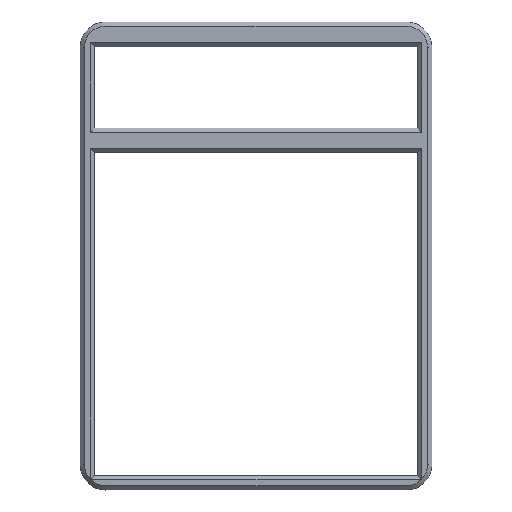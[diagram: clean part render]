
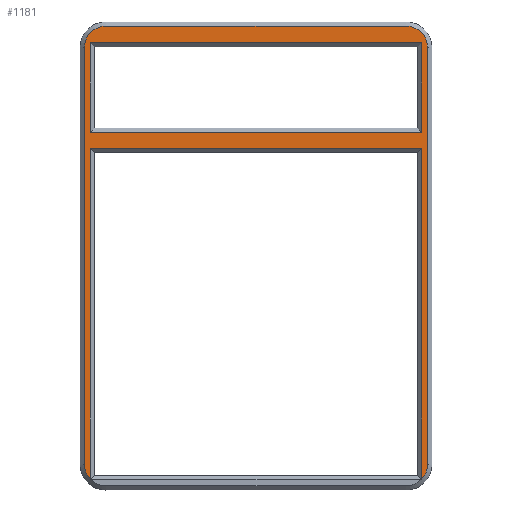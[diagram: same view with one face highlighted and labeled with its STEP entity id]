
A CAD part, top view. The second image highlights one B-rep face of the part: STEP entity #1181.
In plain terms, the highlighted planar face has unit normal (0, 0, 1).
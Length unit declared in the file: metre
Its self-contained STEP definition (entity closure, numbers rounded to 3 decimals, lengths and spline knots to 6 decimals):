
#48=CIRCLE('',#1277,0.005);
#49=CIRCLE('',#1278,0.005);
#50=CIRCLE('',#1279,0.005);
#51=CIRCLE('',#1280,0.005);
#165=ORIENTED_EDGE('',*,*,#502,.T.);
#166=ORIENTED_EDGE('',*,*,#503,.T.);
#167=ORIENTED_EDGE('',*,*,#504,.T.);
#168=ORIENTED_EDGE('',*,*,#505,.T.);
#169=ORIENTED_EDGE('',*,*,#506,.T.);
#170=ORIENTED_EDGE('',*,*,#507,.T.);
#171=ORIENTED_EDGE('',*,*,#508,.T.);
#172=ORIENTED_EDGE('',*,*,#509,.T.);
#173=ORIENTED_EDGE('',*,*,#510,.T.);
#174=ORIENTED_EDGE('',*,*,#511,.T.);
#175=ORIENTED_EDGE('',*,*,#512,.T.);
#176=ORIENTED_EDGE('',*,*,#513,.T.);
#177=ORIENTED_EDGE('',*,*,#514,.T.);
#178=ORIENTED_EDGE('',*,*,#515,.T.);
#502=EDGE_CURVE('',#663,#664,#773,.T.);
#503=EDGE_CURVE('',#664,#665,#774,.T.);
#504=EDGE_CURVE('',#665,#666,#775,.T.);
#505=EDGE_CURVE('',#666,#663,#776,.T.);
#506=EDGE_CURVE('',#667,#668,#48,.T.);
#507=EDGE_CURVE('',#668,#669,#777,.T.);
#508=EDGE_CURVE('',#669,#670,#49,.T.);
#509=EDGE_CURVE('',#670,#671,#778,.T.);
#510=EDGE_CURVE('',#671,#672,#779,.T.);
#511=EDGE_CURVE('',#672,#673,#780,.T.);
#512=EDGE_CURVE('',#673,#674,#50,.T.);
#513=EDGE_CURVE('',#674,#675,#781,.T.);
#514=EDGE_CURVE('',#675,#676,#51,.T.);
#515=EDGE_CURVE('',#676,#667,#782,.T.);
#663=VERTEX_POINT('',#1854);
#664=VERTEX_POINT('',#1855);
#665=VERTEX_POINT('',#1857);
#666=VERTEX_POINT('',#1859);
#667=VERTEX_POINT('',#1862);
#668=VERTEX_POINT('',#1863);
#669=VERTEX_POINT('',#1865);
#670=VERTEX_POINT('',#1867);
#671=VERTEX_POINT('',#1869);
#672=VERTEX_POINT('',#1871);
#673=VERTEX_POINT('',#1873);
#674=VERTEX_POINT('',#1875);
#675=VERTEX_POINT('',#1877);
#676=VERTEX_POINT('',#1879);
#773=LINE('',#1853,#913);
#774=LINE('',#1856,#914);
#775=LINE('',#1858,#915);
#776=LINE('',#1860,#916);
#777=LINE('',#1864,#917);
#778=LINE('',#1868,#918);
#779=LINE('',#1870,#919);
#780=LINE('',#1872,#920);
#781=LINE('',#1876,#921);
#782=LINE('',#1880,#922);
#913=VECTOR('',#1476,1.);
#914=VECTOR('',#1477,1.);
#915=VECTOR('',#1478,1.);
#916=VECTOR('',#1479,1.);
#917=VECTOR('',#1482,1.);
#918=VECTOR('',#1485,1.);
#919=VECTOR('',#1486,1.);
#920=VECTOR('',#1487,1.);
#921=VECTOR('',#1490,1.);
#922=VECTOR('',#1493,1.);
#997=EDGE_LOOP('',(#165,#166,#167,#168));
#998=EDGE_LOOP('',(#169,#170,#171,#172,#173,#174,#175,#176,#177,#178));
#1065=FACE_BOUND('',#997,.T.);
#1066=FACE_BOUND('',#998,.T.);
#1131=PLANE('',#1276);
#1181=ADVANCED_FACE('',(#1065,#1066),#1131,.T.);
#1276=AXIS2_PLACEMENT_3D('',#1852,#1474,#1475);
#1277=AXIS2_PLACEMENT_3D('',#1861,#1480,#1481);
#1278=AXIS2_PLACEMENT_3D('',#1866,#1483,#1484);
#1279=AXIS2_PLACEMENT_3D('',#1874,#1488,#1489);
#1280=AXIS2_PLACEMENT_3D('',#1878,#1491,#1492);
#1474=DIRECTION('',(0.,0.,1.));
#1475=DIRECTION('',(1.,0.,0.));
#1476=DIRECTION('',(1.,0.,0.));
#1477=DIRECTION('',(0.,-1.,0.));
#1478=DIRECTION('',(-1.,0.,0.));
#1479=DIRECTION('',(0.,1.,0.));
#1480=DIRECTION('',(0.,0.,1.));
#1481=DIRECTION('',(1.,0.,0.));
#1482=DIRECTION('',(0.,-1.,0.));
#1483=DIRECTION('',(0.,0.,1.));
#1484=DIRECTION('',(1.,0.,0.));
#1485=DIRECTION('',(0.,1.,0.));
#1486=DIRECTION('',(1.,0.,0.));
#1487=DIRECTION('',(0.,-1.,0.));
#1488=DIRECTION('',(0.,0.,1.));
#1489=DIRECTION('',(1.,0.,0.));
#1490=DIRECTION('',(0.,1.,0.));
#1491=DIRECTION('',(0.,0.,1.));
#1492=DIRECTION('',(1.,0.,0.));
#1493=DIRECTION('',(-1.,0.,0.));
#1852=CARTESIAN_POINT('',(0.058575,-0.064825,0.016));
#1853=CARTESIAN_POINT('',(0.096775,-0.014375,0.016));
#1854=CARTESIAN_POINT('',(0.019375,-0.014375,0.016));
#1855=CARTESIAN_POINT('',(0.097775,-0.014375,0.016));
#1856=CARTESIAN_POINT('',(0.097775,-0.064825,0.016));
#1857=CARTESIAN_POINT('',(0.097775,-0.035625,0.016));
#1858=CARTESIAN_POINT('',(0.058575,-0.035625,0.016));
#1859=CARTESIAN_POINT('',(0.019375,-0.035625,0.016));
#1860=CARTESIAN_POINT('',(0.019375,-0.015375,0.016));
#1861=CARTESIAN_POINT('',(0.023,-0.0155,0.016));
#1862=CARTESIAN_POINT('',(0.023,-0.0105,0.016));
#1863=CARTESIAN_POINT('',(0.018,-0.0155,0.016));
#1864=CARTESIAN_POINT('',(0.018,-0.064825,0.016));
#1865=CARTESIAN_POINT('',(0.018,-0.11415,0.016));
#1866=CARTESIAN_POINT('',(0.023,-0.11415,0.016));
#1867=CARTESIAN_POINT('',(0.019375,-0.117594,0.016));
#1868=CARTESIAN_POINT('',(0.019375,-0.040375,0.016));
#1869=CARTESIAN_POINT('',(0.019375,-0.039375,0.016));
#1870=CARTESIAN_POINT('',(0.058575,-0.039375,0.016));
#1871=CARTESIAN_POINT('',(0.097775,-0.039375,0.016));
#1872=CARTESIAN_POINT('',(0.097775,-0.064825,0.016));
#1873=CARTESIAN_POINT('',(0.097775,-0.117594,0.016));
#1874=CARTESIAN_POINT('',(0.09415,-0.11415,0.016));
#1875=CARTESIAN_POINT('',(0.09915,-0.11415,0.016));
#1876=CARTESIAN_POINT('',(0.09915,-0.064825,0.016));
#1877=CARTESIAN_POINT('',(0.09915,-0.0155,0.016));
#1878=CARTESIAN_POINT('',(0.09415,-0.0155,0.016));
#1879=CARTESIAN_POINT('',(0.09415,-0.0105,0.016));
#1880=CARTESIAN_POINT('',(0.023,-0.0105,0.016));
